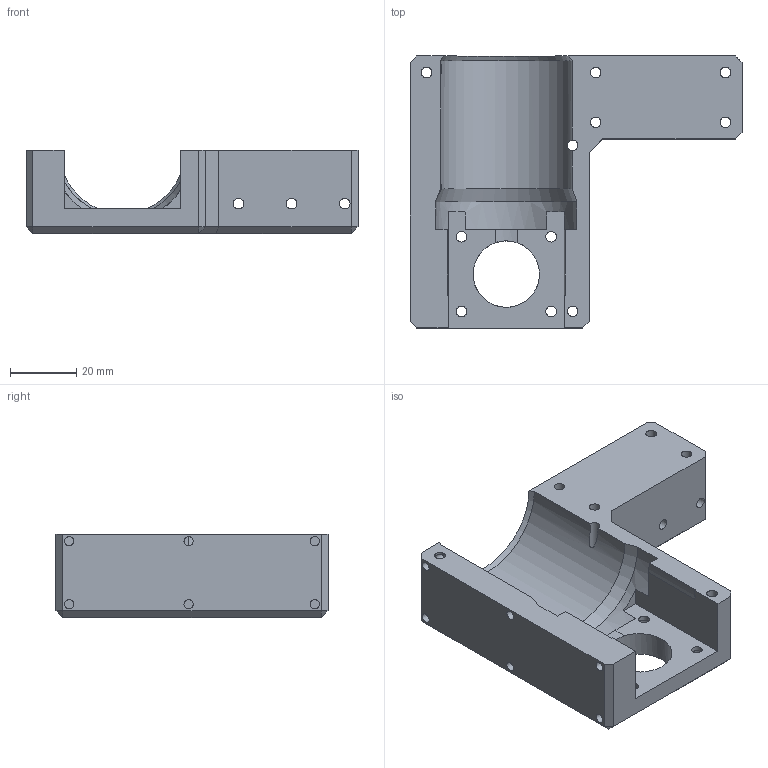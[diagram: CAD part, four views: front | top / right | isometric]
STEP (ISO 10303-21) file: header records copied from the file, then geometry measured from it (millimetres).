
FILE_DESCRIPTION(/* description */ (''),/* implementation_level */ '2;1');
FILE_NAME(/* name */ 'MIAB_Case_v0_MIR.stp',/* time_stamp */ '2024-08-15T16:05:54+02:00',/* author */ ('diederichbenedict'),/* organization */ (''),/* preprocessor_version */ 'ST-DEVELOPER v20',/* originating_system */ 'Autodesk Inventor 2024',/* authorisation */ '');
FILE_SCHEMA (('AUTOMOTIVE_DESIGN { 1 0 10303 214 3 1 1 }'));
Length unit declared in the file: millimetre
Products named in the file (1): MIAB_Case_v0_MIR
Bounding box: 100 x 81.93 x 25 mm (x, y, z)
Volume: 80583.3 mm3; surface area: 24454.2 mm2
Topology: 1 solids, 1 shells, 97 faces, 257 edges, 167 vertices
Faces by surface type: plane 54, cylinder 41, cone 2
Full cylindrical faces by diameter (mm): 2.8 x6, 3.2 x14, 4 x11, 6.5 x3, 20 x1
Entity records: 3592 total; most frequent: CARTESIAN_POINT 1021, ORIENTED_EDGE 514, DIRECTION 512, EDGE_CURVE 257, AXIS2_PLACEMENT_3D 185, VERTEX_POINT 167, EDGE_LOOP 148, LINE 142
